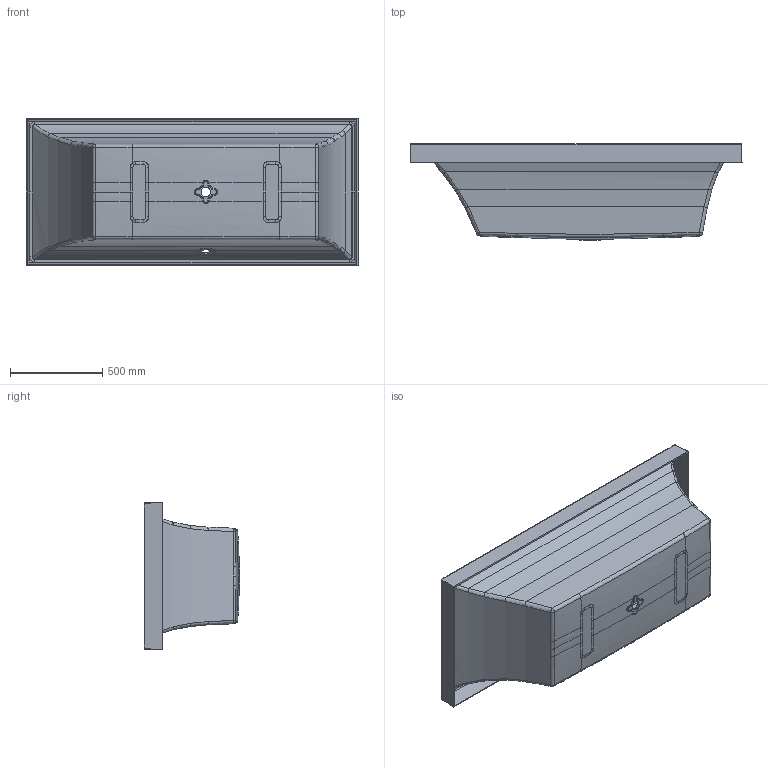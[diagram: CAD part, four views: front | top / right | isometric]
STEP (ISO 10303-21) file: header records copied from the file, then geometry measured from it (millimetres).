
FILE_DESCRIPTION((''),'2;1');
FILE_NAME('UBQ180SQR2_SQUARO','2022-07-06T13:58:39',('hegemanc'),('Villeroy & Boch Wellness bv'),'CREO PARAMETRIC BY PTC INC, 2020454','CREO PARAMETRIC BY PTC INC, 2020454','');
FILE_SCHEMA(('CONFIG_CONTROL_DESIGN'));
Length unit declared in the file: millimetre
Products named in the file (1): UBQ180SQR2_SQUARO
Bounding box: 1800 x 520.2 x 800 mm (x, y, z)
Volume: 32790913.5 mm3; surface area: 6655032.6 mm2
Topology: 1 solids, 1 shells, 454 faces, 1053 edges, 601 vertices
Faces by surface type: bspline 254, cylinder 110, plane 34, sphere 24, torus 18, cone 14
Entity records: 27011 total; most frequent: CARTESIAN_POINT 19042, ORIENTED_EDGE 2106, EDGE_CURVE 1053, DIRECTION 863, B_SPLINE_CURVE_WITH_KNOTS 692, VERTEX_POINT 601, EDGE_LOOP 458, FACE_OUTER_BOUND 454
